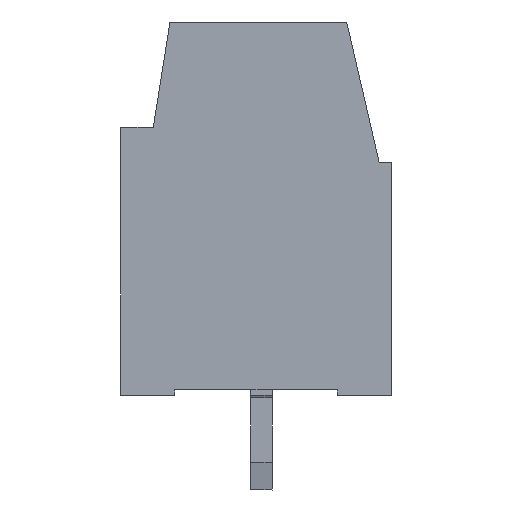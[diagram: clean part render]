
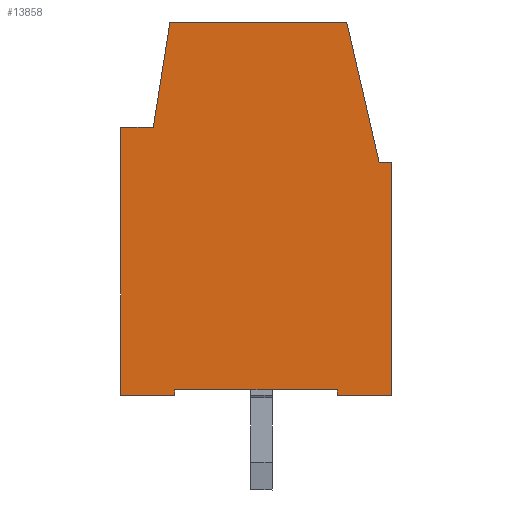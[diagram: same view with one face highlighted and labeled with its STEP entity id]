
A CAD part, left-side view. The second image highlights one B-rep face of the part: STEP entity #13858.
In plain terms, the highlighted planar face has unit normal (-1, 0, 0).
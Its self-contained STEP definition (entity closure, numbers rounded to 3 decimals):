
#13766=AXIS2_PLACEMENT_3D('Plane Axis2P3D',#13763,#13764,#13765) ;
#13374=CARTESIAN_POINT('Vertex',(0.,0.,12.101)) ;
#13377=CARTESIAN_POINT('Line Origine',(0.,0.,7.8)) ;
#13381=CARTESIAN_POINT('Vertex',(0.,0.,3.5)) ;
#13747=CARTESIAN_POINT('Vertex',(0.,0.445,12.1)) ;
#13750=CARTESIAN_POINT('Line Origine',(0.,0.223,12.1)) ;
#13763=CARTESIAN_POINT('Axis2P3D Location',(0.,3.449,14.)) ;
#13768=CARTESIAN_POINT('Line Origine',(0.,1.027,14.623)) ;
#13772=CARTESIAN_POINT('Vertex',(0.,1.609,17.145)) ;
#13775=CARTESIAN_POINT('Line Origine',(0.,1.627,17.223)) ;
#13779=CARTESIAN_POINT('Vertex',(0.,1.645,17.3)) ;
#13782=CARTESIAN_POINT('Line Origine',(0.,4.913,17.3)) ;
#13786=CARTESIAN_POINT('Vertex',(0.,8.181,17.301)) ;
#13789=CARTESIAN_POINT('Line Origine',(0.,8.49,15.351)) ;
#13793=CARTESIAN_POINT('Vertex',(0.,8.799,13.401)) ;
#13796=CARTESIAN_POINT('Line Origine',(0.,9.399,13.401)) ;
#13800=CARTESIAN_POINT('Vertex',(0.,9.999,13.401)) ;
#13803=CARTESIAN_POINT('Line Origine',(0.,10.,8.451)) ;
#13807=CARTESIAN_POINT('Vertex',(0.,10.,3.501)) ;
#13810=CARTESIAN_POINT('Line Origine',(0.,9.,3.501)) ;
#13814=CARTESIAN_POINT('Vertex',(0.,8.,3.501)) ;
#13817=CARTESIAN_POINT('Line Origine',(0.,8.,3.601)) ;
#13821=CARTESIAN_POINT('Vertex',(0.,8.,3.701)) ;
#13824=CARTESIAN_POINT('Line Origine',(0.,5.,3.7)) ;
#13828=CARTESIAN_POINT('Vertex',(0.,2.,3.7)) ;
#13831=CARTESIAN_POINT('Line Origine',(0.,2.,3.6)) ;
#13835=CARTESIAN_POINT('Vertex',(0.,2.,3.5)) ;
#13838=CARTESIAN_POINT('Line Origine',(0.,1.,3.5)) ;
#13378=DIRECTION('Vector Direction',(0.,0.,1.)) ;
#13751=DIRECTION('Vector Direction',(0.,-1.,0.001)) ;
#13764=DIRECTION('Axis2P3D Direction',(1.,0.,0.)) ;
#13765=DIRECTION('Axis2P3D XDirection',(0.,1.,0.)) ;
#13769=DIRECTION('Vector Direction',(0.,0.225,0.974)) ;
#13776=DIRECTION('Vector Direction',(0.,0.225,0.974)) ;
#13783=DIRECTION('Vector Direction',(0.,-1.,0.)) ;
#13790=DIRECTION('Vector Direction',(0.,0.157,-0.988)) ;
#13797=DIRECTION('Vector Direction',(0.,-1.,0.)) ;
#13804=DIRECTION('Vector Direction',(0.,0.,-1.)) ;
#13811=DIRECTION('Vector Direction',(0.,-1.,0.)) ;
#13818=DIRECTION('Vector Direction',(0.,0.,1.)) ;
#13825=DIRECTION('Vector Direction',(0.,-1.,0.)) ;
#13832=DIRECTION('Vector Direction',(0.,0.,-1.)) ;
#13839=DIRECTION('Vector Direction',(0.,-1.,0.)) ;
#13379=VECTOR('Line Direction',#13378,1.) ;
#13752=VECTOR('Line Direction',#13751,1.) ;
#13770=VECTOR('Line Direction',#13769,1.) ;
#13777=VECTOR('Line Direction',#13776,1.) ;
#13784=VECTOR('Line Direction',#13783,1.) ;
#13791=VECTOR('Line Direction',#13790,1.) ;
#13798=VECTOR('Line Direction',#13797,1.) ;
#13805=VECTOR('Line Direction',#13804,1.) ;
#13812=VECTOR('Line Direction',#13811,1.) ;
#13819=VECTOR('Line Direction',#13818,1.) ;
#13826=VECTOR('Line Direction',#13825,1.) ;
#13833=VECTOR('Line Direction',#13832,1.) ;
#13840=VECTOR('Line Direction',#13839,1.) ;
#13844=ORIENTED_EDGE('',*,*,#13383,.T.) ;
#13845=ORIENTED_EDGE('',*,*,#13754,.F.) ;
#13846=ORIENTED_EDGE('',*,*,#13774,.T.) ;
#13847=ORIENTED_EDGE('',*,*,#13781,.T.) ;
#13848=ORIENTED_EDGE('',*,*,#13788,.F.) ;
#13849=ORIENTED_EDGE('',*,*,#13795,.T.) ;
#13850=ORIENTED_EDGE('',*,*,#13802,.F.) ;
#13851=ORIENTED_EDGE('',*,*,#13809,.T.) ;
#13852=ORIENTED_EDGE('',*,*,#13816,.T.) ;
#13853=ORIENTED_EDGE('',*,*,#13823,.T.) ;
#13854=ORIENTED_EDGE('',*,*,#13830,.T.) ;
#13855=ORIENTED_EDGE('',*,*,#13837,.T.) ;
#13856=ORIENTED_EDGE('',*,*,#13842,.T.) ;
#13858=ADVANCED_FACE('COVER',(#13857),#13767,.F.) ;
#13383=EDGE_CURVE('',#13382,#13375,#13380,.T.) ;
#13754=EDGE_CURVE('',#13748,#13375,#13753,.T.) ;
#13774=EDGE_CURVE('',#13748,#13773,#13771,.T.) ;
#13781=EDGE_CURVE('',#13773,#13780,#13778,.T.) ;
#13788=EDGE_CURVE('',#13787,#13780,#13785,.T.) ;
#13795=EDGE_CURVE('',#13787,#13794,#13792,.T.) ;
#13802=EDGE_CURVE('',#13801,#13794,#13799,.T.) ;
#13809=EDGE_CURVE('',#13801,#13808,#13806,.T.) ;
#13816=EDGE_CURVE('',#13808,#13815,#13813,.T.) ;
#13823=EDGE_CURVE('',#13815,#13822,#13820,.T.) ;
#13830=EDGE_CURVE('',#13822,#13829,#13827,.T.) ;
#13837=EDGE_CURVE('',#13829,#13836,#13834,.T.) ;
#13842=EDGE_CURVE('',#13836,#13382,#13841,.T.) ;
#13843=EDGE_LOOP('',(#13844,#13845,#13846,#13847,#13848,#13849,#13850,#13851,#13852,#13853,#13854,#13855,#13856)) ;
#13857=FACE_OUTER_BOUND('',#13843,.T.) ;
#13380=LINE('Line',#13377,#13379) ;
#13753=LINE('Line',#13750,#13752) ;
#13771=LINE('Line',#13768,#13770) ;
#13778=LINE('Line',#13775,#13777) ;
#13785=LINE('Line',#13782,#13784) ;
#13792=LINE('Line',#13789,#13791) ;
#13799=LINE('Line',#13796,#13798) ;
#13806=LINE('Line',#13803,#13805) ;
#13813=LINE('Line',#13810,#13812) ;
#13820=LINE('Line',#13817,#13819) ;
#13827=LINE('Line',#13824,#13826) ;
#13834=LINE('Line',#13831,#13833) ;
#13841=LINE('Line',#13838,#13840) ;
#13767=PLANE('',#13766) ;
#13375=VERTEX_POINT('',#13374) ;
#13382=VERTEX_POINT('',#13381) ;
#13748=VERTEX_POINT('',#13747) ;
#13773=VERTEX_POINT('',#13772) ;
#13780=VERTEX_POINT('',#13779) ;
#13787=VERTEX_POINT('',#13786) ;
#13794=VERTEX_POINT('',#13793) ;
#13801=VERTEX_POINT('',#13800) ;
#13808=VERTEX_POINT('',#13807) ;
#13815=VERTEX_POINT('',#13814) ;
#13822=VERTEX_POINT('',#13821) ;
#13829=VERTEX_POINT('',#13828) ;
#13836=VERTEX_POINT('',#13835) ;
